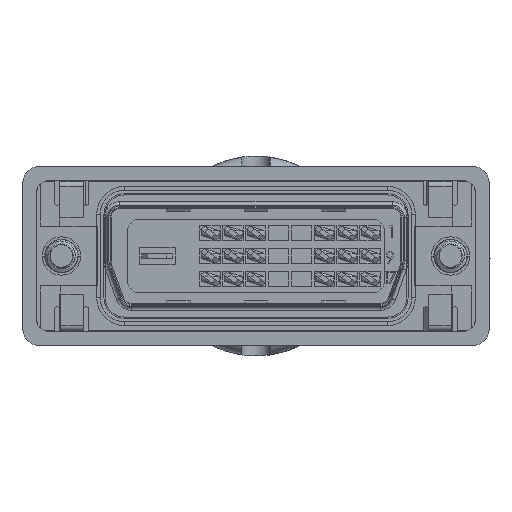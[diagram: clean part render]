
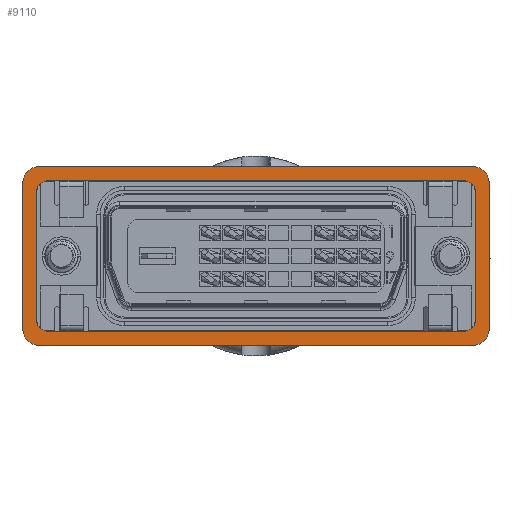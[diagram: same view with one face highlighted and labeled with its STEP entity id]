
A CAD part, front view. The second image highlights one B-rep face of the part: STEP entity #9110.
In plain terms, the highlighted face is planar.
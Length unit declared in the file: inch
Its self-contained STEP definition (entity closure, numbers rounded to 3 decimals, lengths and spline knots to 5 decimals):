
#9110 = ADVANCED_FACE ( 'NONE', ( #34859, #34864 ), #23736, .T. ) ;
#11495 = CARTESIAN_POINT ( 'NONE',  ( -0.70866, -0.29528, 0. ) ) ;
#11496 = CARTESIAN_POINT ( 'NONE',  ( 0.70866, -0.29528, 0. ) ) ;
#11552 = CARTESIAN_POINT ( 'NONE',  ( 0.76772, -0.23622, 0. ) ) ;
#11553 = CARTESIAN_POINT ( 'NONE',  ( 0.76772, 0.23622, 0. ) ) ;
#14970 = AXIS2_PLACEMENT_3D ( 'NONE', #49173, #49174, #49175 ) ;
#14971 = AXIS2_PLACEMENT_3D ( 'NONE', #49178, #49179, #49180 ) ;
#14974 = AXIS2_PLACEMENT_3D ( 'NONE', #49181, #49182, #49183 ) ;
#14976 = AXIS2_PLACEMENT_3D ( 'NONE', #49184, #49185, #49186 ) ;
#14978 = AXIS2_PLACEMENT_3D ( 'NONE', #49187, #49188, #49189 ) ;
#14980 = AXIS2_PLACEMENT_3D ( 'NONE', #49190, #49191, #49192 ) ;
#14982 = AXIS2_PLACEMENT_3D ( 'NONE', #49195, #49196, #49197 ) ;
#14984 = AXIS2_PLACEMENT_3D ( 'NONE', #49199, #49200, #49201 ) ;
#23713 = DIRECTION ( 'NONE',  ( -1., 0., 0. ) ) ;
#23718 = DIRECTION ( 'NONE',  ( 0., 0., -1. ) ) ;
#23736 = PLANE ( 'NONE',  #36144 ) ;
#23746 = CARTESIAN_POINT ( 'NONE',  ( 0.76772, -0.29528, 0. ) ) ;
#26175 = LINE ( 'NONE', #48818, #26184 ) ;
#26184 = VECTOR ( 'NONE', #48819, 39.37008 ) ;
#26440 = LINE ( 'NONE', #48954, #26449 ) ;
#26449 = VECTOR ( 'NONE', #48955, 39.37008 ) ;
#26696 = LINE ( 'NONE', #49097, #26704 ) ;
#26704 = VECTOR ( 'NONE', #49098, 39.37008 ) ;
#26817 = CIRCLE ( 'NONE', #14980, 0.05906 ) ;
#26840 = LINE ( 'NONE', #49163, #26848 ) ;
#26848 = VECTOR ( 'NONE', #49164, 39.37008 ) ;
#26857 = LINE ( 'NONE', #49169, #26865 ) ;
#26863 = CIRCLE ( 'NONE', #14970, 0.03937 ) ;
#26865 = VECTOR ( 'NONE', #49170, 39.37008 ) ;
#26868 = LINE ( 'NONE', #49154, #26874 ) ;
#26871 = CIRCLE ( 'NONE', #14971, 0.03937 ) ;
#26874 = VECTOR ( 'NONE', #49151, 39.37008 ) ;
#26877 = LINE ( 'NONE', #49171, #26883 ) ;
#26880 = CIRCLE ( 'NONE', #14974, 0.03937 ) ;
#26883 = VECTOR ( 'NONE', #49172, 39.37008 ) ;
#26886 = LINE ( 'NONE', #49176, #26891 ) ;
#26888 = CIRCLE ( 'NONE', #14976, 0.03937 ) ;
#26891 = VECTOR ( 'NONE', #49177, 39.37008 ) ;
#26894 = CIRCLE ( 'NONE', #14978, 0.05906 ) ;
#26898 = CIRCLE ( 'NONE', #14982, 0.05906 ) ;
#26900 = CIRCLE ( 'NONE', #14984, 0.05906 ) ;
#34859 = FACE_BOUND ( 'NONE', #36781, .T. ) ;
#34864 = FACE_OUTER_BOUND ( 'NONE', #36791, .T. ) ;
#36144 = AXIS2_PLACEMENT_3D ( 'NONE', #23746, #23718, #23713 ) ;
#36781 = EDGE_LOOP ( 'NONE', ( #39412, #39413, #39414, #39415, #39416, #39417, #39418, #39419 ) ) ;
#36791 = EDGE_LOOP ( 'NONE', ( #39420, #39421, #39422, #39423, #39424, #39425, #39426, #39427 ) ) ;
#39412 = ORIENTED_EDGE ( 'NONE', *, *, #43472, .F. ) ;
#39413 = ORIENTED_EDGE ( 'NONE', *, *, #43473, .F. ) ;
#39414 = ORIENTED_EDGE ( 'NONE', *, *, #43474, .F. ) ;
#39415 = ORIENTED_EDGE ( 'NONE', *, *, #43475, .F. ) ;
#39416 = ORIENTED_EDGE ( 'NONE', *, *, #43476, .F. ) ;
#39417 = ORIENTED_EDGE ( 'NONE', *, *, #43477, .F. ) ;
#39418 = ORIENTED_EDGE ( 'NONE', *, *, #43478, .F. ) ;
#39419 = ORIENTED_EDGE ( 'NONE', *, *, #43479, .F. ) ;
#39420 = ORIENTED_EDGE ( 'NONE', *, *, #43440, .F. ) ;
#39421 = ORIENTED_EDGE ( 'NONE', *, *, #43480, .T. ) ;
#39422 = ORIENTED_EDGE ( 'NONE', *, *, #43383, .F. ) ;
#39423 = ORIENTED_EDGE ( 'NONE', *, *, #43481, .T. ) ;
#39424 = ORIENTED_EDGE ( 'NONE', *, *, #43326, .F. ) ;
#39425 = ORIENTED_EDGE ( 'NONE', *, *, #43482, .T. ) ;
#39426 = ORIENTED_EDGE ( 'NONE', *, *, #43469, .F. ) ;
#39427 = ORIENTED_EDGE ( 'NONE', *, *, #43483, .T. ) ;
#43326 = EDGE_CURVE ( 'NONE', #53500, #53501, #26175, .T. ) ;
#43383 = EDGE_CURVE ( 'NONE', #53557, #53558, #26440, .T. ) ;
#43440 = EDGE_CURVE ( 'NONE', #45878, #45872, #26696, .T. ) ;
#43469 = EDGE_CURVE ( 'NONE', #45811, #45810, #26840, .T. ) ;
#43472 = EDGE_CURVE ( 'NONE', #45819, #45817, #26857, .T. ) ;
#43473 = EDGE_CURVE ( 'NONE', #45830, #45819, #26863, .T. ) ;
#43474 = EDGE_CURVE ( 'NONE', #45806, #45830, #26868, .T. ) ;
#43475 = EDGE_CURVE ( 'NONE', #45813, #45806, #26871, .T. ) ;
#43476 = EDGE_CURVE ( 'NONE', #45807, #45813, #26877, .T. ) ;
#43477 = EDGE_CURVE ( 'NONE', #45805, #45807, #26880, .T. ) ;
#43478 = EDGE_CURVE ( 'NONE', #45804, #45805, #26886, .T. ) ;
#43479 = EDGE_CURVE ( 'NONE', #45817, #45804, #26888, .T. ) ;
#43480 = EDGE_CURVE ( 'NONE', #45878, #53558, #26894, .T. ) ;
#43481 = EDGE_CURVE ( 'NONE', #53557, #53501, #26817, .T. ) ;
#43482 = EDGE_CURVE ( 'NONE', #53500, #45810, #26898, .T. ) ;
#43483 = EDGE_CURVE ( 'NONE', #45811, #45872, #26900, .T. ) ;
#45804 = VERTEX_POINT ( 'NONE', #50846 ) ;
#45805 = VERTEX_POINT ( 'NONE', #50847 ) ;
#45806 = VERTEX_POINT ( 'NONE', #50848 ) ;
#45807 = VERTEX_POINT ( 'NONE', #50849 ) ;
#45810 = VERTEX_POINT ( 'NONE', #50851 ) ;
#45811 = VERTEX_POINT ( 'NONE', #50852 ) ;
#45813 = VERTEX_POINT ( 'NONE', #50853 ) ;
#45817 = VERTEX_POINT ( 'NONE', #50856 ) ;
#45819 = VERTEX_POINT ( 'NONE', #50857 ) ;
#45830 = VERTEX_POINT ( 'NONE', #50865 ) ;
#45872 = VERTEX_POINT ( 'NONE', #50879 ) ;
#45878 = VERTEX_POINT ( 'NONE', #50880 ) ;
#48818 = CARTESIAN_POINT ( 'NONE',  ( 0.76772, -0.29528, 0. ) ) ;
#48819 = DIRECTION ( 'NONE',  ( 1., 0., 0. ) ) ;
#48954 = CARTESIAN_POINT ( 'NONE',  ( 0.76772, 0.29528, 0. ) ) ;
#48955 = DIRECTION ( 'NONE',  ( 0., 1., 0. ) ) ;
#49097 = CARTESIAN_POINT ( 'NONE',  ( 0.76772, 0.29528, 0. ) ) ;
#49098 = DIRECTION ( 'NONE',  ( -1., 0., 0. ) ) ;
#49151 = DIRECTION ( 'NONE',  ( 0., 1., 0. ) ) ;
#49154 = CARTESIAN_POINT ( 'NONE',  ( -0.72244, -0.20866, 0. ) ) ;
#49163 = CARTESIAN_POINT ( 'NONE',  ( -0.76772, 0.29528, 0. ) ) ;
#49164 = DIRECTION ( 'NONE',  ( 0., -1., 0. ) ) ;
#49169 = CARTESIAN_POINT ( 'NONE',  ( 0.52165, 0.24803, 0. ) ) ;
#49170 = DIRECTION ( 'NONE',  ( 1., 0., 0. ) ) ;
#49171 = CARTESIAN_POINT ( 'NONE',  ( 0.52165, -0.24803, 0. ) ) ;
#49172 = DIRECTION ( 'NONE',  ( -1., 0., 0. ) ) ;
#49173 = CARTESIAN_POINT ( 'NONE',  ( -0.68307, 0.20866, 0. ) ) ;
#49174 = DIRECTION ( 'NONE',  ( 0., 0., -1. ) ) ;
#49175 = DIRECTION ( 'NONE',  ( 1., 0., 0. ) ) ;
#49176 = CARTESIAN_POINT ( 'NONE',  ( 0.72244, -0.20866, 0. ) ) ;
#49177 = DIRECTION ( 'NONE',  ( 0., -1., 0. ) ) ;
#49178 = CARTESIAN_POINT ( 'NONE',  ( -0.68307, -0.20866, 0. ) ) ;
#49179 = DIRECTION ( 'NONE',  ( 0., 0., -1. ) ) ;
#49180 = DIRECTION ( 'NONE',  ( -1., 0., 0. ) ) ;
#49181 = CARTESIAN_POINT ( 'NONE',  ( 0.68307, -0.20866, 0. ) ) ;
#49182 = DIRECTION ( 'NONE',  ( 0., 0., -1. ) ) ;
#49183 = DIRECTION ( 'NONE',  ( 1., 0., 0. ) ) ;
#49184 = CARTESIAN_POINT ( 'NONE',  ( 0.68307, 0.20866, 0. ) ) ;
#49185 = DIRECTION ( 'NONE',  ( 0., 0., -1. ) ) ;
#49186 = DIRECTION ( 'NONE',  ( 1., 0., 0. ) ) ;
#49187 = CARTESIAN_POINT ( 'NONE',  ( 0.70866, 0.23622, 0. ) ) ;
#49188 = DIRECTION ( 'NONE',  ( 0., 0., -1. ) ) ;
#49189 = DIRECTION ( 'NONE',  ( -1., 0., 0. ) ) ;
#49190 = CARTESIAN_POINT ( 'NONE',  ( 0.70866, -0.23622, 0. ) ) ;
#49191 = DIRECTION ( 'NONE',  ( 0., 0., -1. ) ) ;
#49192 = DIRECTION ( 'NONE',  ( -1., 0., 0. ) ) ;
#49195 = CARTESIAN_POINT ( 'NONE',  ( -0.70866, -0.23622, 0. ) ) ;
#49196 = DIRECTION ( 'NONE',  ( 0., 0., -1. ) ) ;
#49197 = DIRECTION ( 'NONE',  ( -1., 0., 0. ) ) ;
#49199 = CARTESIAN_POINT ( 'NONE',  ( -0.70866, 0.23622, 0. ) ) ;
#49200 = DIRECTION ( 'NONE',  ( 0., 0., -1. ) ) ;
#49201 = DIRECTION ( 'NONE',  ( -1., 0., 0. ) ) ;
#50846 = CARTESIAN_POINT ( 'NONE',  ( 0.72244, 0.20866, 0. ) ) ;
#50847 = CARTESIAN_POINT ( 'NONE',  ( 0.72244, -0.20866, 0. ) ) ;
#50848 = CARTESIAN_POINT ( 'NONE',  ( -0.72244, -0.20866, 0. ) ) ;
#50849 = CARTESIAN_POINT ( 'NONE',  ( 0.68307, -0.24803, 0. ) ) ;
#50851 = CARTESIAN_POINT ( 'NONE',  ( -0.76772, -0.23622, 0. ) ) ;
#50852 = CARTESIAN_POINT ( 'NONE',  ( -0.76772, 0.23622, 0. ) ) ;
#50853 = CARTESIAN_POINT ( 'NONE',  ( -0.68307, -0.24803, 0. ) ) ;
#50856 = CARTESIAN_POINT ( 'NONE',  ( 0.68307, 0.24803, 0. ) ) ;
#50857 = CARTESIAN_POINT ( 'NONE',  ( -0.68307, 0.24803, 0. ) ) ;
#50865 = CARTESIAN_POINT ( 'NONE',  ( -0.72244, 0.20866, 0. ) ) ;
#50879 = CARTESIAN_POINT ( 'NONE',  ( -0.70866, 0.29528, 0. ) ) ;
#50880 = CARTESIAN_POINT ( 'NONE',  ( 0.70866, 0.29528, 0. ) ) ;
#53500 = VERTEX_POINT ( 'NONE', #11495 ) ;
#53501 = VERTEX_POINT ( 'NONE', #11496 ) ;
#53557 = VERTEX_POINT ( 'NONE', #11552 ) ;
#53558 = VERTEX_POINT ( 'NONE', #11553 ) ;
